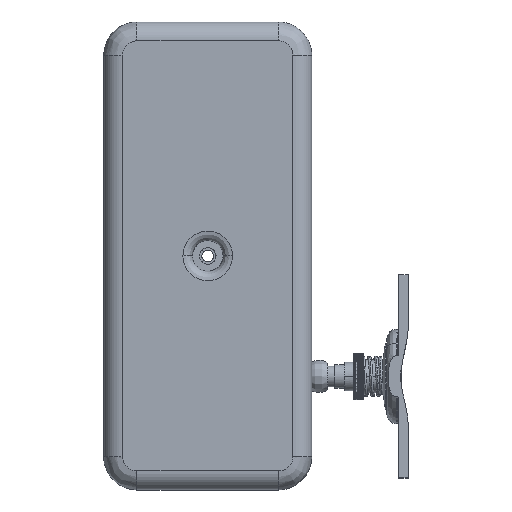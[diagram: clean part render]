
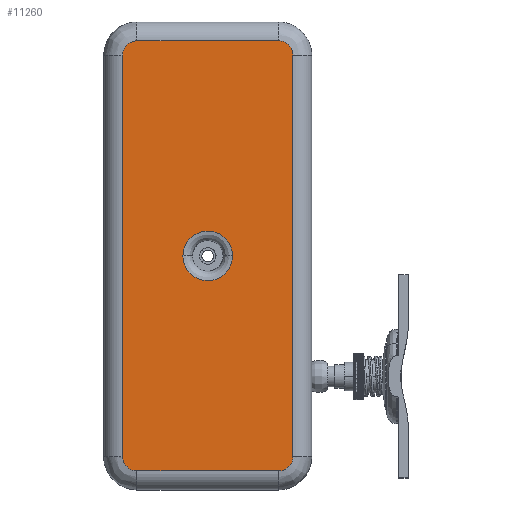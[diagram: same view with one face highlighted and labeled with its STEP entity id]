
A CAD part, top view. The second image highlights one B-rep face of the part: STEP entity #11260.
In plain terms, the highlighted free-form (B-spline) face has degree [1, 1] with [2, 2] control points.
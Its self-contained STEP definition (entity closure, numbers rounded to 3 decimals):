
#10837 = EDGE_CURVE('',#10838,#10840,#10842,.T.);
#10838 = VERTEX_POINT('',#10839);
#10839 = CARTESIAN_POINT('',(-57.378,194.522,
    41.498));
#10840 = VERTEX_POINT('',#10841);
#10841 = CARTESIAN_POINT('',(-43.761,194.522,
    41.498));
#10842 = ( BOUNDED_CURVE() B_SPLINE_CURVE(2,(#10843,#10844,#10845,#10846
,#10847),.UNSPECIFIED.,.F.,.F.) B_SPLINE_CURVE_WITH_KNOTS((3,2,3),(
    3.142,4.712,6.283),
.PIECEWISE_BEZIER_KNOTS.) CURVE() GEOMETRIC_REPRESENTATION_ITEM() 
RATIONAL_B_SPLINE_CURVE((1.,0.707,1.,0.707,1.)) 
REPRESENTATION_ITEM('') );
#10843 = CARTESIAN_POINT('',(-57.378,194.522,
    41.498));
#10844 = CARTESIAN_POINT('',(-57.378,201.331,
    41.498));
#10845 = CARTESIAN_POINT('',(-50.569,201.331,
    41.498));
#10846 = CARTESIAN_POINT('',(-43.761,201.331,
    41.498));
#10847 = CARTESIAN_POINT('',(-43.761,194.522,
    41.498));
#11260 = ADVANCED_FACE('',(#11261,#11272),#11334,.T.);
#11261 = FACE_BOUND('',#11262,.T.);
#11262 = EDGE_LOOP('',(#11263,#11271));
#11263 = ORIENTED_EDGE('',*,*,#11264,.T.);
#11264 = EDGE_CURVE('',#10840,#10838,#11265,.T.);
#11265 = ( BOUNDED_CURVE() B_SPLINE_CURVE(2,(#11266,#11267,#11268,#11269
,#11270),.UNSPECIFIED.,.F.,.F.) B_SPLINE_CURVE_WITH_KNOTS((3,2,3),(0.,
1.571,3.142),.PIECEWISE_BEZIER_KNOTS.) CURVE() 
GEOMETRIC_REPRESENTATION_ITEM() RATIONAL_B_SPLINE_CURVE((1.,
0.707,1.,0.707,1.)) REPRESENTATION_ITEM('') );
#11266 = CARTESIAN_POINT('',(-43.761,194.522,
    41.498));
#11267 = CARTESIAN_POINT('',(-43.761,187.714,
    41.498));
#11268 = CARTESIAN_POINT('',(-50.569,187.714,
    41.498));
#11269 = CARTESIAN_POINT('',(-57.378,187.714,
    41.498));
#11270 = CARTESIAN_POINT('',(-57.378,194.522,
    41.498));
#11271 = ORIENTED_EDGE('',*,*,#10837,.T.);
#11272 = FACE_BOUND('',#11273,.T.);
#11273 = EDGE_LOOP('',(#11274,#11283,#11291,#11298,#11306,#11313,#11321,
    #11328));
#11274 = ORIENTED_EDGE('',*,*,#11275,.T.);
#11275 = EDGE_CURVE('',#11276,#11278,#11280,.T.);
#11276 = VERTEX_POINT('',#11277);
#11277 = CARTESIAN_POINT('',(-27.227,139.408,
    41.498));
#11278 = VERTEX_POINT('',#11279);
#11279 = CARTESIAN_POINT('',(-27.227,249.637,
    41.498));
#11280 = B_SPLINE_CURVE_WITH_KNOTS('',1,(#11281,#11282),.UNSPECIFIED.,
  .F.,.F.,(2,2),(-85.,0.),.PIECEWISE_BEZIER_KNOTS.);
#11281 = CARTESIAN_POINT('',(-27.227,139.408,
    41.498));
#11282 = CARTESIAN_POINT('',(-27.227,249.637,
    41.498));
#11283 = ORIENTED_EDGE('',*,*,#11284,.T.);
#11284 = EDGE_CURVE('',#11278,#11285,#11287,.T.);
#11285 = VERTEX_POINT('',#11286);
#11286 = CARTESIAN_POINT('',(-31.117,253.528,
    41.498));
#11287 = ( BOUNDED_CURVE() B_SPLINE_CURVE(2,(#11288,#11289,#11290),
.UNSPECIFIED.,.F.,.F.) B_SPLINE_CURVE_WITH_KNOTS((3,3),(0.,
1.571),.PIECEWISE_BEZIER_KNOTS.) CURVE() 
GEOMETRIC_REPRESENTATION_ITEM() RATIONAL_B_SPLINE_CURVE((1.,
0.707,1.)) REPRESENTATION_ITEM('') );
#11288 = CARTESIAN_POINT('',(-27.227,249.637,
    41.498));
#11289 = CARTESIAN_POINT('',(-27.227,253.528,
    41.498));
#11290 = CARTESIAN_POINT('',(-31.117,253.528,
    41.498));
#11291 = ORIENTED_EDGE('',*,*,#11292,.T.);
#11292 = EDGE_CURVE('',#11285,#11293,#11295,.T.);
#11293 = VERTEX_POINT('',#11294);
#11294 = CARTESIAN_POINT('',(-70.022,253.528,
    41.498));
#11295 = B_SPLINE_CURVE_WITH_KNOTS('',1,(#11296,#11297),.UNSPECIFIED.,
  .F.,.F.,(2,2),(-30.,0.),.PIECEWISE_BEZIER_KNOTS.);
#11296 = CARTESIAN_POINT('',(-31.117,253.528,
    41.498));
#11297 = CARTESIAN_POINT('',(-70.022,253.528,
    41.498));
#11298 = ORIENTED_EDGE('',*,*,#11299,.T.);
#11299 = EDGE_CURVE('',#11293,#11300,#11302,.T.);
#11300 = VERTEX_POINT('',#11301);
#11301 = CARTESIAN_POINT('',(-73.912,249.637,
    41.498));
#11302 = ( BOUNDED_CURVE() B_SPLINE_CURVE(2,(#11303,#11304,#11305),
.UNSPECIFIED.,.F.,.F.) B_SPLINE_CURVE_WITH_KNOTS((3,3),(1.571,
3.142),.PIECEWISE_BEZIER_KNOTS.) CURVE() 
GEOMETRIC_REPRESENTATION_ITEM() RATIONAL_B_SPLINE_CURVE((1.,
0.707,1.)) REPRESENTATION_ITEM('') );
#11303 = CARTESIAN_POINT('',(-70.022,253.528,
    41.498));
#11304 = CARTESIAN_POINT('',(-73.912,253.528,
    41.498));
#11305 = CARTESIAN_POINT('',(-73.912,249.637,
    41.498));
#11306 = ORIENTED_EDGE('',*,*,#11307,.T.);
#11307 = EDGE_CURVE('',#11300,#11308,#11310,.T.);
#11308 = VERTEX_POINT('',#11309);
#11309 = CARTESIAN_POINT('',(-73.912,139.408,
    41.498));
#11310 = B_SPLINE_CURVE_WITH_KNOTS('',1,(#11311,#11312),.UNSPECIFIED.,
  .F.,.F.,(2,2),(-85.,0.),.PIECEWISE_BEZIER_KNOTS.);
#11311 = CARTESIAN_POINT('',(-73.912,249.637,
    41.498));
#11312 = CARTESIAN_POINT('',(-73.912,139.408,
    41.498));
#11313 = ORIENTED_EDGE('',*,*,#11314,.T.);
#11314 = EDGE_CURVE('',#11308,#11315,#11317,.T.);
#11315 = VERTEX_POINT('',#11316);
#11316 = CARTESIAN_POINT('',(-70.022,135.517,
    41.498));
#11317 = ( BOUNDED_CURVE() B_SPLINE_CURVE(2,(#11318,#11319,#11320),
.UNSPECIFIED.,.F.,.F.) B_SPLINE_CURVE_WITH_KNOTS((3,3),(3.142,
4.712),.PIECEWISE_BEZIER_KNOTS.) CURVE() 
GEOMETRIC_REPRESENTATION_ITEM() RATIONAL_B_SPLINE_CURVE((1.,
0.707,1.)) REPRESENTATION_ITEM('') );
#11318 = CARTESIAN_POINT('',(-73.912,139.408,
    41.498));
#11319 = CARTESIAN_POINT('',(-73.912,135.517,
    41.498));
#11320 = CARTESIAN_POINT('',(-70.022,135.517,
    41.498));
#11321 = ORIENTED_EDGE('',*,*,#11322,.T.);
#11322 = EDGE_CURVE('',#11315,#11323,#11325,.T.);
#11323 = VERTEX_POINT('',#11324);
#11324 = CARTESIAN_POINT('',(-31.117,135.517,
    41.498));
#11325 = B_SPLINE_CURVE_WITH_KNOTS('',1,(#11326,#11327),.UNSPECIFIED.,
  .F.,.F.,(2,2),(-30.,0.),.PIECEWISE_BEZIER_KNOTS.);
#11326 = CARTESIAN_POINT('',(-70.022,135.517,
    41.498));
#11327 = CARTESIAN_POINT('',(-31.117,135.517,
    41.498));
#11328 = ORIENTED_EDGE('',*,*,#11329,.T.);
#11329 = EDGE_CURVE('',#11323,#11276,#11330,.T.);
#11330 = ( BOUNDED_CURVE() B_SPLINE_CURVE(2,(#11331,#11332,#11333),
.UNSPECIFIED.,.F.,.F.) B_SPLINE_CURVE_WITH_KNOTS((3,3),(4.712,
6.283),.PIECEWISE_BEZIER_KNOTS.) CURVE() 
GEOMETRIC_REPRESENTATION_ITEM() RATIONAL_B_SPLINE_CURVE((1.,
0.707,1.)) REPRESENTATION_ITEM('') );
#11331 = CARTESIAN_POINT('',(-31.117,135.517,
    41.498));
#11332 = CARTESIAN_POINT('',(-27.227,135.517,
    41.498));
#11333 = CARTESIAN_POINT('',(-27.227,139.408,
    41.498));
#11334 = B_SPLINE_SURFACE_WITH_KNOTS('',1,1,(
    (#11335,#11336)
    ,(#11337,#11338
    )),.UNSPECIFIED.,.F.,.F.,.F.,(2,2),(2,2),(-56.995,-20.995),(104.5,
    195.5),.PIECEWISE_BEZIER_KNOTS.);
#11335 = CARTESIAN_POINT('',(-73.912,135.517,
    41.498));
#11336 = CARTESIAN_POINT('',(-73.912,253.528,
    41.498));
#11337 = CARTESIAN_POINT('',(-27.227,135.517,
    41.498));
#11338 = CARTESIAN_POINT('',(-27.227,253.528,
    41.498));
